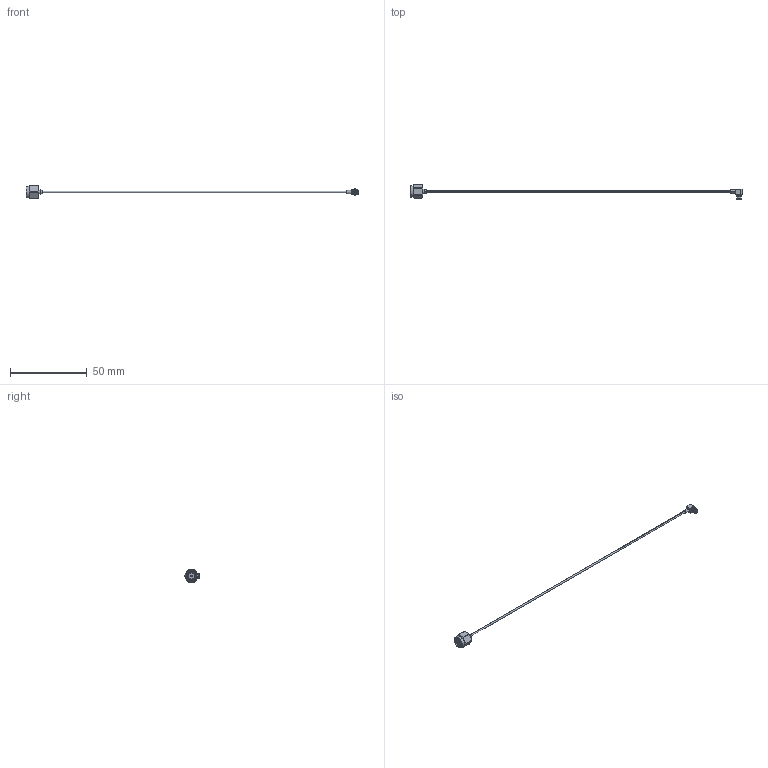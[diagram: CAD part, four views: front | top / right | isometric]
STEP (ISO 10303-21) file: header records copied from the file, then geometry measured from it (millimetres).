
FILE_DESCRIPTION (( 'STEP AP214' ), '1' );
FILE_NAME ('FMCA100389_3D.step', '2025-09-05T22:30:06', ( '' ), ( '' ), 'SwSTEP 2.0', 'SolidWorks 2022', '' );
FILE_SCHEMA (( 'AUTOMOTIVE_DESIGN' ));
Length unit declared in the file: inch
Products named in the file (4): FMCA100389_3D; PE45886; PE517810; PE-SR047-NM^FMCA100389_WITH LABEL
Assembly tree (3 placements, depth 2):
  FMCA100389_3D
    PE-SR047-NM^FMCA100389_WITH LABEL
    PE45886
    PE517810
Bounding box: 216.15 x 9.65 x 7.94 mm (x, y, z)
Volume: 647.2 mm3; surface area: 1555.5 mm2
Topology: 3 solids, 3 shells, 188 faces, 458 edges, 296 vertices
Faces by surface type: cylinder 64, plane 59, cone 54, torus 6, bspline 5
Entity records: 7358 total; most frequent: CARTESIAN_POINT 2670, ORIENTED_EDGE 916, DIRECTION 881, EDGE_CURVE 458, AXIS2_PLACEMENT_3D 365, VERTEX_POINT 296, EDGE_LOOP 208, ADVANCED_FACE 188
